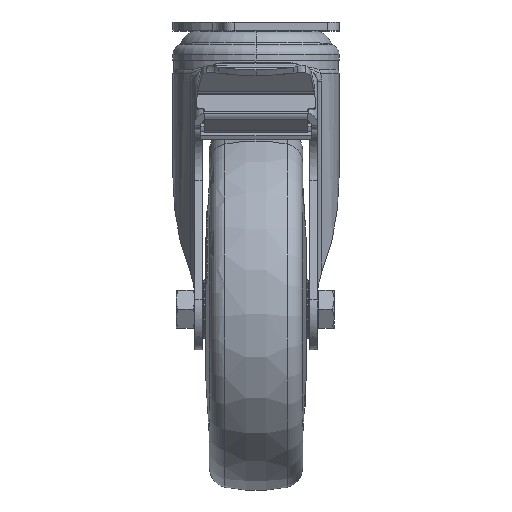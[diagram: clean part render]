
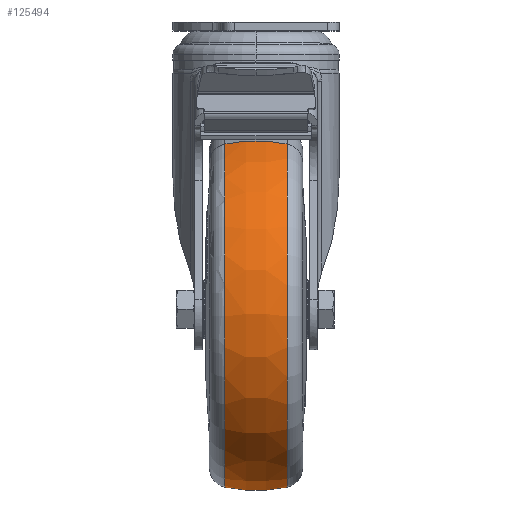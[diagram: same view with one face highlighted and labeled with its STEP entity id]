
A CAD part, top view. The second image highlights one B-rep face of the part: STEP entity #125494.
In plain terms, the highlighted toroidal (fillet/blend) face has major radius 17.5 mm and minor radius 45 mm.
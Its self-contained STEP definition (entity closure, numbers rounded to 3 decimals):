
#253 = DIRECTION ( 'NONE',  ( 0., 0., -1. ) ) ;
#6452 = VERTEX_POINT ( 'NONE', #138474 ) ;
#8138 = DIRECTION ( 'NONE',  ( -1., 0., 0. ) ) ;
#14075 = AXIS2_PLACEMENT_3D ( 'NONE', #129002, #63939, #139815 ) ;
#16097 = EDGE_CURVE ( 'NONE', #75955, #94304, #116799, .T. ) ;
#17330 = DIRECTION ( 'NONE',  ( 1., 0., 0. ) ) ;
#19963 = VERTEX_POINT ( 'NONE', #129808 ) ;
#31614 = EDGE_LOOP ( 'NONE', ( #123835, #47300, #136270, #51557 ) ) ;
#35597 = CARTESIAN_POINT ( 'NONE',  ( -10.658, 0., 61.22 ) ) ;
#37435 = CIRCLE ( 'NONE', #14075, 45. ) ;
#37749 = CARTESIAN_POINT ( 'NONE',  ( 0., 0., 17.5 ) ) ;
#37789 = AXIS2_PLACEMENT_3D ( 'NONE', #130973, #65943, #253 ) ;
#43136 = EDGE_CURVE ( 'NONE', #19963, #75955, #101297, .T. ) ;
#47300 = ORIENTED_EDGE ( 'NONE', *, *, #16097, .T. ) ;
#48179 = EDGE_CURVE ( 'NONE', #94304, #6452, #95044, .T. ) ;
#48782 = DIRECTION ( 'NONE',  ( 0., 0., 1. ) ) ;
#51557 = ORIENTED_EDGE ( 'NONE', *, *, #98065, .F. ) ;
#52443 = AXIS2_PLACEMENT_3D ( 'NONE', #73838, #8138, #84772 ) ;
#63939 = DIRECTION ( 'NONE',  ( 0., -1., 0. ) ) ;
#65943 = DIRECTION ( 'NONE',  ( 1., 0., 0. ) ) ;
#73838 = CARTESIAN_POINT ( 'NONE',  ( 10.658, 0., 0. ) ) ;
#75955 = VERTEX_POINT ( 'NONE', #35597 ) ;
#77364 = AXIS2_PLACEMENT_3D ( 'NONE', #115233, #17330, #93859 ) ;
#84772 = DIRECTION ( 'NONE',  ( 0., 0., 1. ) ) ;
#93859 = DIRECTION ( 'NONE',  ( 0., 0., -1. ) ) ;
#94304 = VERTEX_POINT ( 'NONE', #117450 ) ;
#95044 = CIRCLE ( 'NONE', #52443, 61.22 ) ;
#98065 = EDGE_CURVE ( 'NONE', #19963, #6452, #37435, .T. ) ;
#101297 = CIRCLE ( 'NONE', #37789, 61.22 ) ;
#104217 = TOROIDAL_SURFACE ( 'NONE', #77364, 17.5, 45. ) ;
#114119 = DIRECTION ( 'NONE',  ( 0., 1., 0. ) ) ;
#114452 = FACE_OUTER_BOUND ( 'NONE', #31614, .T. ) ;
#115233 = CARTESIAN_POINT ( 'NONE',  ( 0., 0., 0. ) ) ;
#115580 = AXIS2_PLACEMENT_3D ( 'NONE', #37749, #114119, #48782 ) ;
#116799 = CIRCLE ( 'NONE', #115580, 45. ) ;
#117450 = CARTESIAN_POINT ( 'NONE',  ( 10.658, 0., 61.22 ) ) ;
#123835 = ORIENTED_EDGE ( 'NONE', *, *, #43136, .T. ) ;
#125494 = ADVANCED_FACE ( 'NONE', ( #114452 ), #104217, .T. ) ;
#129002 = CARTESIAN_POINT ( 'NONE',  ( 0., 0., -17.5 ) ) ;
#129808 = CARTESIAN_POINT ( 'NONE',  ( -10.658, 0., -61.22 ) ) ;
#130973 = CARTESIAN_POINT ( 'NONE',  ( -10.658, 0., 0. ) ) ;
#136270 = ORIENTED_EDGE ( 'NONE', *, *, #48179, .T. ) ;
#138474 = CARTESIAN_POINT ( 'NONE',  ( 10.658, 0., -61.22 ) ) ;
#139815 = DIRECTION ( 'NONE',  ( 1., 0., 0. ) ) ;
